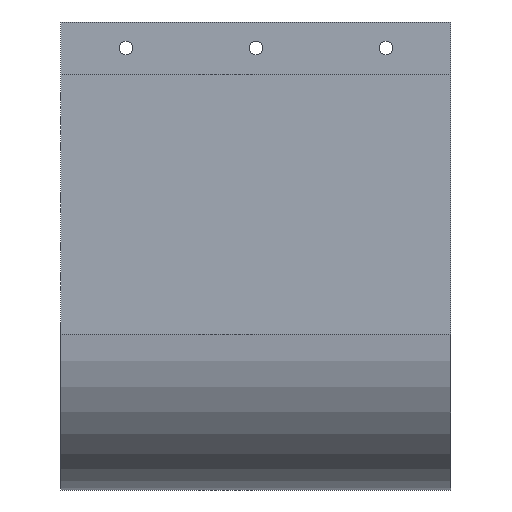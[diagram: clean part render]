
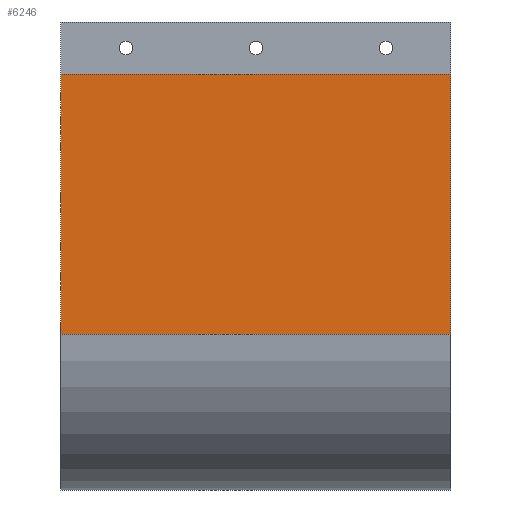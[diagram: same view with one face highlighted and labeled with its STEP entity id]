
A CAD part, left-side view. The second image highlights one B-rep face of the part: STEP entity #6246.
In plain terms, the highlighted planar face has unit normal (-1, 0, 0).
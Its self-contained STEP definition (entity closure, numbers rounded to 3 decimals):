
#244=PLANE('',#6993);
#630=LINE('',#12869,#1065);
#642=LINE('',#12910,#1077);
#662=LINE('',#12966,#1097);
#663=LINE('',#12968,#1098);
#1065=VECTOR('',#8711,10.);
#1077=VECTOR('',#8741,10.);
#1097=VECTOR('',#8803,10.);
#1098=VECTOR('',#8806,10.);
#1635=FACE_OUTER_BOUND('',#2037,.T.);
#2037=EDGE_LOOP('',(#5620,#5621,#5622,#5623));
#3022=VERTEX_POINT('',#12866);
#3023=VERTEX_POINT('',#12868);
#3042=VERTEX_POINT('',#12907);
#3043=VERTEX_POINT('',#12909);
#3898=EDGE_CURVE('',#3022,#3023,#630,.T.);
#3918=EDGE_CURVE('',#3042,#3043,#642,.T.);
#3949=EDGE_CURVE('',#3022,#3043,#662,.T.);
#3950=EDGE_CURVE('',#3023,#3042,#663,.T.);
#5620=ORIENTED_EDGE('',*,*,#3949,.T.);
#5621=ORIENTED_EDGE('',*,*,#3918,.F.);
#5622=ORIENTED_EDGE('',*,*,#3950,.F.);
#5623=ORIENTED_EDGE('',*,*,#3898,.F.);
#6246=ADVANCED_FACE('',(#1635),#244,.T.);
#6993=AXIS2_PLACEMENT_3D('',#12967,#8804,#8805);
#8711=DIRECTION('',(0.,0.,-1.));
#8741=DIRECTION('',(0.,0.,1.));
#8803=DIRECTION('',(0.,1.,0.));
#8804=DIRECTION('center_axis',(-1.,0.,0.));
#8805=DIRECTION('ref_axis',(0.,0.,1.));
#8806=DIRECTION('',(0.,1.,0.));
#12866=CARTESIAN_POINT('',(-57.5,-75.,70.));
#12868=CARTESIAN_POINT('',(-57.5,-75.,-30.));
#12869=CARTESIAN_POINT('',(-57.5,-75.,-90.));
#12907=CARTESIAN_POINT('',(-57.5,75.,-30.));
#12909=CARTESIAN_POINT('',(-57.5,75.,70.));
#12910=CARTESIAN_POINT('',(-57.5,75.,-90.));
#12966=CARTESIAN_POINT('',(-57.5,-37.5,70.));
#12967=CARTESIAN_POINT('Origin',(-57.5,0.,-30.));
#12968=CARTESIAN_POINT('',(-57.5,0.,-30.));
